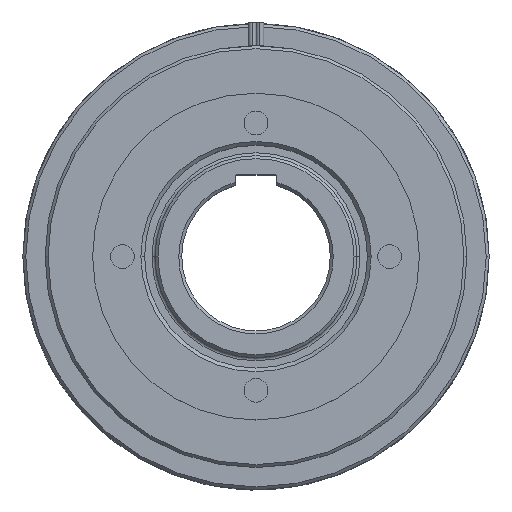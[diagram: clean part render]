
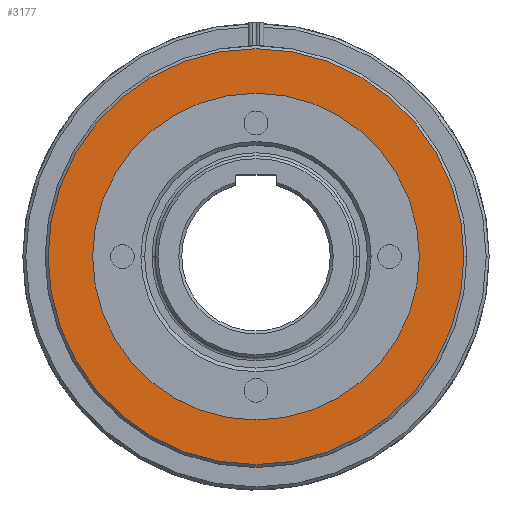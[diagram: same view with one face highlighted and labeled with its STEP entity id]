
A CAD part, top view. The second image highlights one B-rep face of the part: STEP entity #3177.
In plain terms, the highlighted planar face has unit normal (0, 0, 1).
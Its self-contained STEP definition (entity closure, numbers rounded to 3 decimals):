
#3118 = EDGE_LOOP ( 'NONE', ( #3119, #3156 ) ) ;
#3119 = ORIENTED_EDGE ( 'NONE', *, *, #3121, .T. ) ;
#3120 = EDGE_LOOP ( 'NONE', ( #3157, #3155 ) ) ;
#3121 = EDGE_CURVE ( 'NONE', #3441, #3440, #5460, .T. ) ;
#3155 = ORIENTED_EDGE ( 'NONE', *, *, #3226, .F. ) ;
#3156 = ORIENTED_EDGE ( 'NONE', *, *, #3446, .T. ) ;
#3157 = ORIENTED_EDGE ( 'NONE', *, *, #3434, .F. ) ;
#3177 = ADVANCED_FACE ( 'NONE', ( #5593, #5592 ), #5415, .T. ) ;
#3226 = EDGE_CURVE ( 'NONE', #3411, #3435, #5967, .T. ) ;
#3411 = VERTEX_POINT ( 'NONE', #6375 ) ;
#3434 = EDGE_CURVE ( 'NONE', #3435, #3411, #5217, .T. ) ;
#3435 = VERTEX_POINT ( 'NONE', #5200 ) ;
#3440 = VERTEX_POINT ( 'NONE', #5206 ) ;
#3441 = VERTEX_POINT ( 'NONE', #5244 ) ;
#3446 = EDGE_CURVE ( 'NONE', #3440, #3441, #5213, .T. ) ;
#5107 = CARTESIAN_POINT ( 'NONE',  ( 0., 0., 28. ) ) ;
#5157 = DIRECTION ( 'NONE',  ( 0., 0., 1. ) ) ;
#5200 = CARTESIAN_POINT ( 'NONE',  ( 55., 0., 28. ) ) ;
#5201 = DIRECTION ( 'NONE',  ( 1., 0., 0. ) ) ;
#5202 = DIRECTION ( 'NONE',  ( 0., 0., 1. ) ) ;
#5206 = CARTESIAN_POINT ( 'NONE',  ( 70., 0., 28. ) ) ;
#5209 = AXIS2_PLACEMENT_3D ( 'NONE', #5228, #5202, #5201 ) ;
#5213 = CIRCLE ( 'NONE', #5223, 70. ) ;
#5217 = CIRCLE ( 'NONE', #5209, 55. ) ;
#5223 = AXIS2_PLACEMENT_3D ( 'NONE', #5240, #5239, #5238 ) ;
#5228 = CARTESIAN_POINT ( 'NONE',  ( 0., 0., 28. ) ) ;
#5238 = DIRECTION ( 'NONE',  ( 1., 0., 0. ) ) ;
#5239 = DIRECTION ( 'NONE',  ( 0., 0., 1. ) ) ;
#5240 = CARTESIAN_POINT ( 'NONE',  ( 0., 0., 28. ) ) ;
#5244 = CARTESIAN_POINT ( 'NONE',  ( -70., 0., 28. ) ) ;
#5257 = DIRECTION ( 'NONE',  ( 1., 0., 0. ) ) ;
#5415 = PLANE ( 'NONE',  #5441 ) ;
#5441 = AXIS2_PLACEMENT_3D ( 'NONE', #5107, #5157, #5257 ) ;
#5460 = CIRCLE ( 'NONE', #5502, 70. ) ;
#5484 = DIRECTION ( 'NONE',  ( 0., 0., 1. ) ) ;
#5485 = DIRECTION ( 'NONE',  ( 1., 0., 0. ) ) ;
#5494 = CARTESIAN_POINT ( 'NONE',  ( 0., 0., 28. ) ) ;
#5502 = AXIS2_PLACEMENT_3D ( 'NONE', #5494, #5484, #5485 ) ;
#5592 = FACE_BOUND ( 'NONE', #3120, .T. ) ;
#5593 = FACE_OUTER_BOUND ( 'NONE', #3118, .T. ) ;
#5967 = CIRCLE ( 'NONE', #5978, 55. ) ;
#5971 = CARTESIAN_POINT ( 'NONE',  ( 0., 0., 28. ) ) ;
#5978 = AXIS2_PLACEMENT_3D ( 'NONE', #5971, #5990, #5989 ) ;
#5989 = DIRECTION ( 'NONE',  ( 1., 0., 0. ) ) ;
#5990 = DIRECTION ( 'NONE',  ( 0., 0., 1. ) ) ;
#6375 = CARTESIAN_POINT ( 'NONE',  ( -55., 0., 28. ) ) ;
